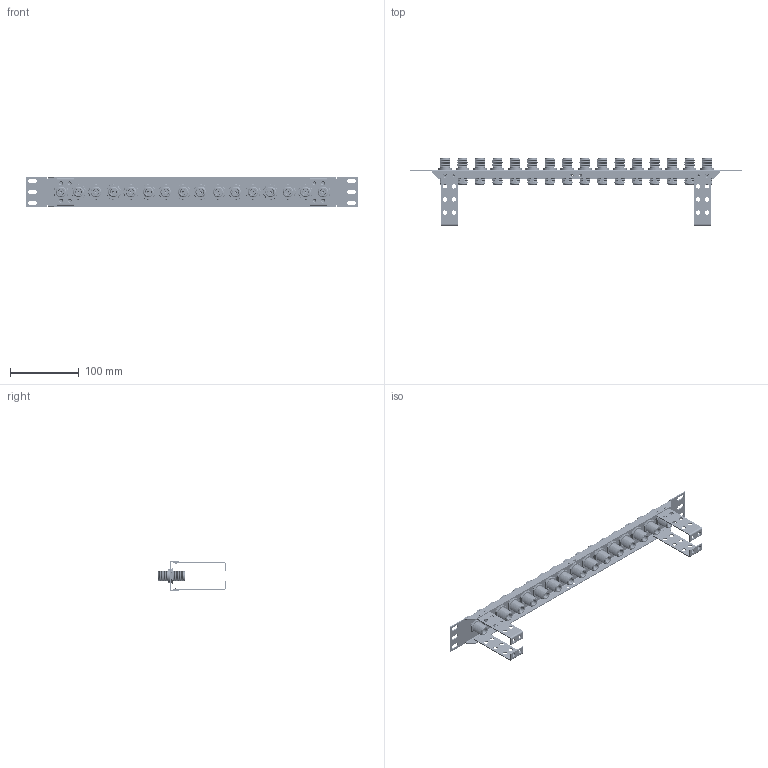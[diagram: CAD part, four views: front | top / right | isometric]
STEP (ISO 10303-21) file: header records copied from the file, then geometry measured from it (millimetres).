
FILE_DESCRIPTION (( 'STEP AP214' ), '1' );
FILE_NAME ('PR175N16CMB.STEP', '2018-11-16T18:50:02', ( '' ), ( '' ), 'SwSTEP 2.0', 'SolidWorks 2017', '' );
FILE_SCHEMA (( 'AUTOMOTIVE_DESIGN' ));
Length unit declared in the file: inch
Products named in the file (8): AXA-NFNFB_body; 91771A111_91099A152; LOCKWASH-INT.625; AXA-NFNFB; 1AP08-004; PR-CMB-B175; PR175N16CMB; 3AA02-017
Assembly tree (32 placements, depth 3):
  PR175N16CMB
    1AP08-004
    AXA-NFNFB  x16
      AXA-NFNFB_body
      LOCKWASH-INT.625
      3AA02-017
    PR-CMB-B175  x4
    91771A111_91099A152  x8
Bounding box: 482.6 x 97.98 x 43.94 mm (x, y, z)
Volume: 146171.4 mm3; surface area: 156315.5 mm2
Topology: 61 solids, 61 shells, 11973 faces, 31928 edges, 19160 vertices
Faces by surface type: plane 3693, cylinder 2760, cone 2760, sphere 1504, bspline 1192, torus 64
Entity records: 57386 total; most frequent: CARTESIAN_POINT 16732, ORIENTED_EDGE 6946, DIRECTION 5898, EDGE_CURVE 3473, VERTEX_POINT 2182, AXIS2_PLACEMENT_3D 2013, VECTOR 1872, LINE 1872
